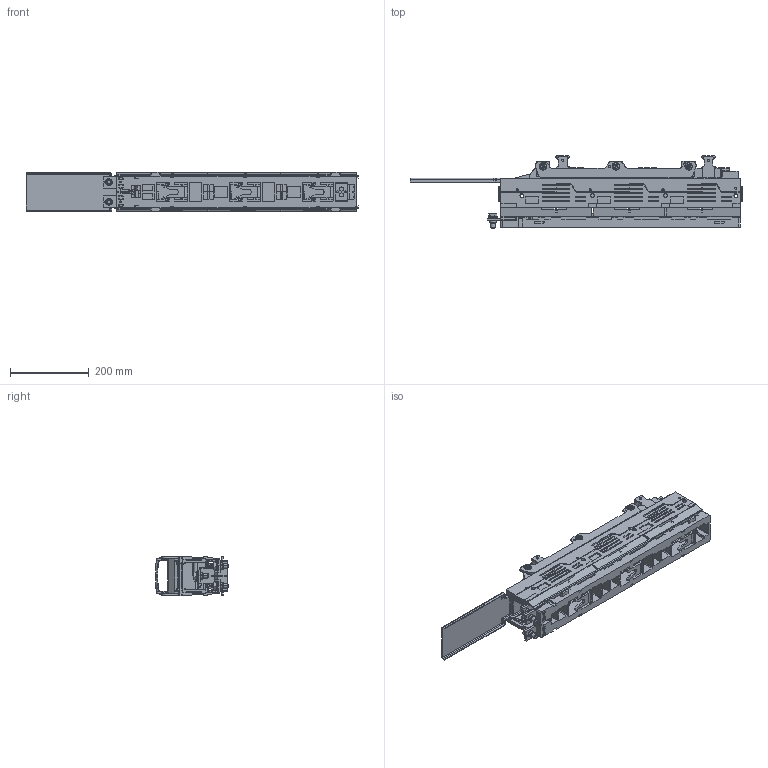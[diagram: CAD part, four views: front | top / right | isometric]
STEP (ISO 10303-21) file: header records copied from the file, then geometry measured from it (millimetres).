
FILE_DESCRIPTION (( 'STEP AP203' ), '1' );
FILE_NAME ('ARS 3-3-M 630A Ó.STEP', '2022-10-14T18:22:09', ( '' ), ( '' ), 'SwSTEP 2.0', 'SolidWorks 2018', '' );
FILE_SCHEMA (( 'CONFIG_CONTROL_DESIGN' ));
Products named in the file (1): ARS 3-3-M 630A Ó
Bounding box: 842.5 x 184.24 x 99.9 mm (x, y, z)
Surface area: 911792.2 mm2 (no closed solid volume)
Topology: 0 solids, 102 shells, 2324 faces, 9232 edges, 6882 vertices
Faces by surface type: plane 1309, cylinder 776, cone 103, bspline 52, sphere 50, torus 34
Entity records: 103005 total; most frequent: CARTESIAN_POINT 27364, DIRECTION 15417, ORIENTED_EDGE 14176, EDGE_CURVE 9212, VERTEX_POINT 6882, LINE 6417, VECTOR 6417, AXIS2_PLACEMENT_3D 4500
